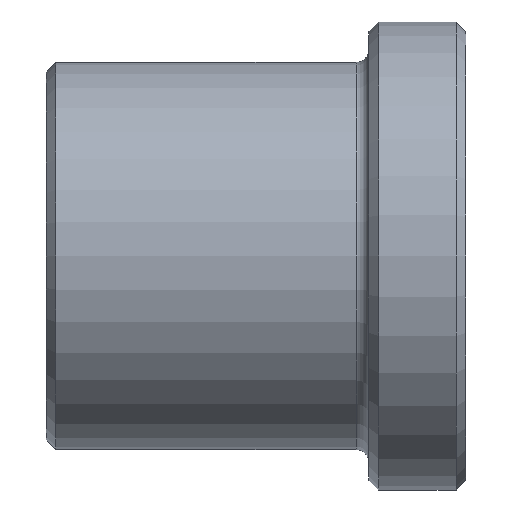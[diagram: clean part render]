
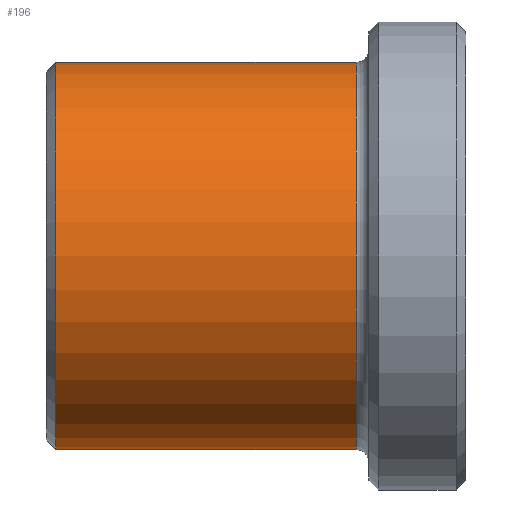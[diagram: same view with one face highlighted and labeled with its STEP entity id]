
A CAD part, front view. The second image highlights one B-rep face of the part: STEP entity #196.
In plain terms, the highlighted cylindrical face has radius 6 mm (diameter 12 mm), a full revolution.
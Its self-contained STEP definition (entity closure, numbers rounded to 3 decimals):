
#23=CYLINDRICAL_SURFACE('',#238,6.);
#30=FACE_OUTER_BOUND('',#44,.T.);
#44=EDGE_LOOP('',(#152,#153,#154,#155,#156,#157));
#55=LINE('',#359,#63);
#63=VECTOR('',#293,6.);
#74=CIRCLE('',#233,6.);
#75=CIRCLE('',#234,6.);
#78=CIRCLE('',#239,6.);
#79=CIRCLE('',#240,6.);
#93=VERTEX_POINT('',#345);
#94=VERTEX_POINT('',#346);
#97=VERTEX_POINT('',#356);
#98=VERTEX_POINT('',#357);
#113=EDGE_CURVE('',#93,#94,#74,.T.);
#114=EDGE_CURVE('',#94,#93,#75,.T.);
#118=EDGE_CURVE('',#97,#98,#78,.T.);
#119=EDGE_CURVE('',#97,#94,#55,.T.);
#120=EDGE_CURVE('',#98,#97,#79,.T.);
#152=ORIENTED_EDGE('',*,*,#118,.F.);
#153=ORIENTED_EDGE('',*,*,#119,.T.);
#154=ORIENTED_EDGE('',*,*,#113,.F.);
#155=ORIENTED_EDGE('',*,*,#114,.F.);
#156=ORIENTED_EDGE('',*,*,#119,.F.);
#157=ORIENTED_EDGE('',*,*,#120,.F.);
#196=ADVANCED_FACE('',(#30),#23,.T.);
#233=AXIS2_PLACEMENT_3D('',#347,#278,#279);
#234=AXIS2_PLACEMENT_3D('',#348,#280,#281);
#238=AXIS2_PLACEMENT_3D('',#355,#289,#290);
#239=AXIS2_PLACEMENT_3D('',#358,#291,#292);
#240=AXIS2_PLACEMENT_3D('',#360,#294,#295);
#278=DIRECTION('center_axis',(-1.,0.,0.));
#279=DIRECTION('ref_axis',(0.,-1.,0.));
#280=DIRECTION('center_axis',(-1.,0.,0.));
#281=DIRECTION('ref_axis',(0.,-1.,0.));
#289=DIRECTION('center_axis',(1.,0.,0.));
#290=DIRECTION('ref_axis',(0.,1.,0.));
#291=DIRECTION('center_axis',(1.,0.,0.));
#292=DIRECTION('ref_axis',(0.,-1.,0.));
#293=DIRECTION('',(-1.,0.,0.));
#294=DIRECTION('center_axis',(1.,0.,0.));
#295=DIRECTION('ref_axis',(0.,-1.,0.));
#345=CARTESIAN_POINT('',(-12.7,6.,0.));
#346=CARTESIAN_POINT('',(-12.7,-6.,0.));
#347=CARTESIAN_POINT('Origin',(-12.7,0.,0.));
#348=CARTESIAN_POINT('Origin',(-12.7,0.,0.));
#355=CARTESIAN_POINT('Origin',(-8.,0.,0.));
#356=CARTESIAN_POINT('',(-3.4,-6.,0.));
#357=CARTESIAN_POINT('',(-3.4,0.,6.));
#358=CARTESIAN_POINT('Origin',(-3.4,0.,0.));
#359=CARTESIAN_POINT('',(-8.,-6.,0.));
#360=CARTESIAN_POINT('Origin',(-3.4,0.,0.));
